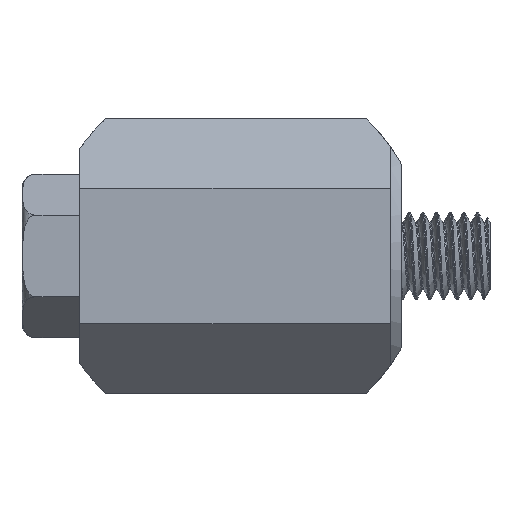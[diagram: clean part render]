
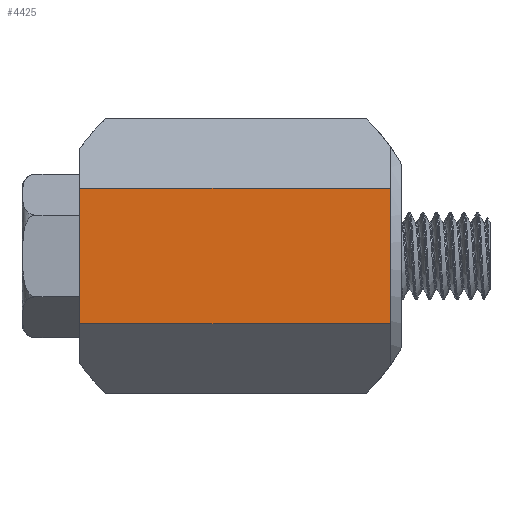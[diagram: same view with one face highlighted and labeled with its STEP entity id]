
A CAD part, left-side view. The second image highlights one B-rep face of the part: STEP entity #4425.
In plain terms, the highlighted planar face has unit normal (-1, 0, 0).
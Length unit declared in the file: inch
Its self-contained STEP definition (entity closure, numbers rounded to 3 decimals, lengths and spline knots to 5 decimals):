
#465=LINE('',#11547,#643);
#471=LINE('',#11594,#649);
#472=LINE('',#11596,#650);
#473=LINE('',#11597,#651);
#643=VECTOR('',#6132,0.3937);
#649=VECTOR('',#6172,0.3937);
#650=VECTOR('',#6173,0.3937);
#651=VECTOR('',#6174,0.3937);
#1054=FACE_OUTER_BOUND('',#1497,.T.);
#1497=EDGE_LOOP('',(#3618,#3619,#3620,#3621));
#2120=VERTEX_POINT('',#11544);
#2121=VERTEX_POINT('',#11546);
#2136=VERTEX_POINT('',#11593);
#2137=VERTEX_POINT('',#11595);
#2623=EDGE_CURVE('',#2121,#2120,#465,.T.);
#2642=EDGE_CURVE('',#2136,#2121,#471,.T.);
#2643=EDGE_CURVE('',#2137,#2120,#472,.T.);
#2644=EDGE_CURVE('',#2136,#2137,#473,.T.);
#3618=ORIENTED_EDGE('',*,*,#2642,.T.);
#3619=ORIENTED_EDGE('',*,*,#2623,.T.);
#3620=ORIENTED_EDGE('',*,*,#2643,.F.);
#3621=ORIENTED_EDGE('',*,*,#2644,.F.);
#3900=PLANE('',#5037);
#4425=ADVANCED_FACE('',(#1054),#3900,.T.);
#5037=AXIS2_PLACEMENT_3D('',#11592,#6170,#6171);
#6132=DIRECTION('',(0.,0.,-1.));
#6170=DIRECTION('center_axis',(-1.,0.,0.));
#6171=DIRECTION('ref_axis',(0.,1.,0.));
#6172=DIRECTION('',(0.,1.,0.));
#6173=DIRECTION('',(0.,1.,0.));
#6174=DIRECTION('',(0.,0.,-1.));
#11544=CARTESIAN_POINT('',(-1.09751,0.98461,-0.245));
#11546=CARTESIAN_POINT('',(-1.09751,0.98461,0.245));
#11547=CARTESIAN_POINT('',(-1.09751,0.98461,0.245));
#11592=CARTESIAN_POINT('Origin',(-1.09751,-0.13539,0.245));
#11593=CARTESIAN_POINT('',(-1.09751,-0.13539,0.245));
#11594=CARTESIAN_POINT('',(-1.09751,-0.13539,0.245));
#11595=CARTESIAN_POINT('',(-1.09751,-0.13539,-0.245));
#11596=CARTESIAN_POINT('',(-1.09751,-0.13539,-0.245));
#11597=CARTESIAN_POINT('',(-1.09751,-0.13539,0.245));
